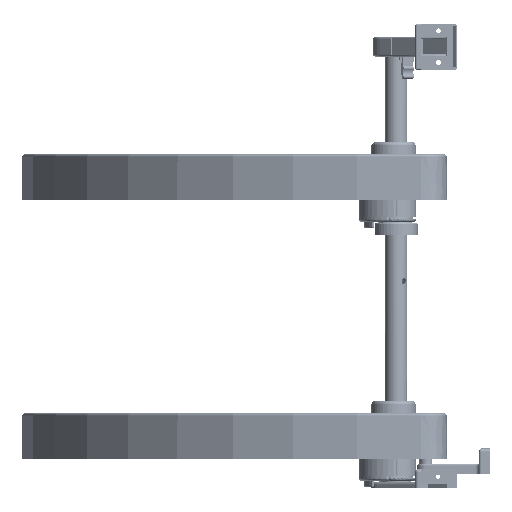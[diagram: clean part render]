
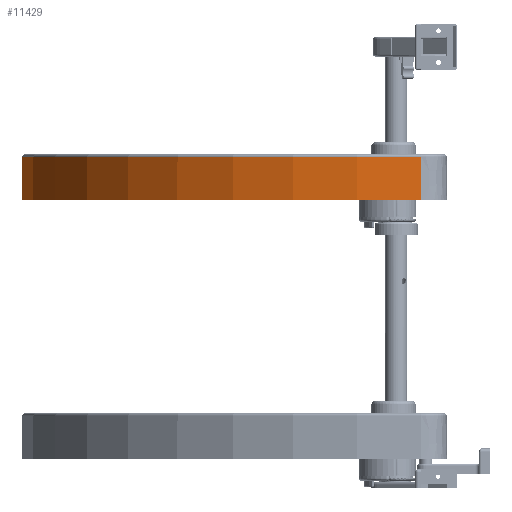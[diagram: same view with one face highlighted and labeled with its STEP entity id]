
A CAD part, left-side view. The second image highlights one B-rep face of the part: STEP entity #11429.
In plain terms, the highlighted conical face has half-angle 0.5 degrees and reference radius 425 mm.
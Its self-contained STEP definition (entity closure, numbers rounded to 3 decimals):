
#4324=CONICAL_SURFACE('',#42021,425.,0.5);
#11429=ADVANCED_FACE('',(#14395),#4324,.T.);
#14395=FACE_OUTER_BOUND('',#15282,.T.);
#15282=EDGE_LOOP('',(#23753,#23754,#23755,#23756));
#20190=LINE('',#56001,#21076);
#20191=LINE('',#56005,#21077);
#21076=VECTOR('',#47332,1.);
#21077=VECTOR('',#47337,1.);
#23753=ORIENTED_EDGE('',*,*,#35507,.F.);
#23754=ORIENTED_EDGE('',*,*,#35508,.T.);
#23755=ORIENTED_EDGE('',*,*,#35509,.T.);
#23756=ORIENTED_EDGE('',*,*,#35467,.F.);
#29906=VERTEX_POINT('',#55843);
#29907=VERTEX_POINT('',#55845);
#29933=VERTEX_POINT('',#56000);
#29934=VERTEX_POINT('',#56004);
#35467=EDGE_CURVE('',#29906,#29907,#38606,.T.);
#35507=EDGE_CURVE('',#29933,#29906,#20190,.T.);
#35508=EDGE_CURVE('',#29933,#29934,#38617,.T.);
#35509=EDGE_CURVE('',#29934,#29907,#20191,.T.);
#38606=CIRCLE('',#41998,425.);
#38617=CIRCLE('',#42020,424.572);
#41998=AXIS2_PLACEMENT_3D('',#55844,#47275,#47276);
#42020=AXIS2_PLACEMENT_3D('',#56003,#47335,#47336);
#42021=AXIS2_PLACEMENT_3D('',#56006,#47338,#47339);
#47275=DIRECTION('',(0.,0.,-1.));
#47276=DIRECTION('',(0.,-1.,0.));
#47332=DIRECTION('',(-0.009,-0.001,-1.));
#47335=DIRECTION('',(0.,0.,-1.));
#47336=DIRECTION('',(0.,-1.,0.));
#47337=DIRECTION('',(0.009,-0.001,-1.));
#47338=DIRECTION('',(0.,0.,-1.));
#47339=DIRECTION('',(0.,-1.,0.));
#55843=CARTESIAN_POINT('',(-393.047,-0.567,328.754));
#55844=CARTESIAN_POINT('',(30.795,30.795,328.754));
#55845=CARTESIAN_POINT('',(454.636,-0.567,328.754));
#56000=CARTESIAN_POINT('',(-392.62,-0.535,377.78));
#56001=CARTESIAN_POINT('',(-393.047,-0.567,328.754));
#56003=CARTESIAN_POINT('',(30.795,30.795,377.78));
#56004=CARTESIAN_POINT('',(454.209,-0.535,377.78));
#56005=CARTESIAN_POINT('',(454.636,-0.567,328.754));
#56006=CARTESIAN_POINT('',(30.795,30.795,328.754));
